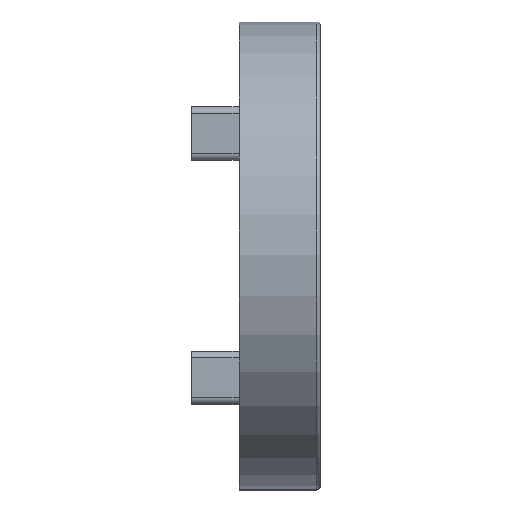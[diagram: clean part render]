
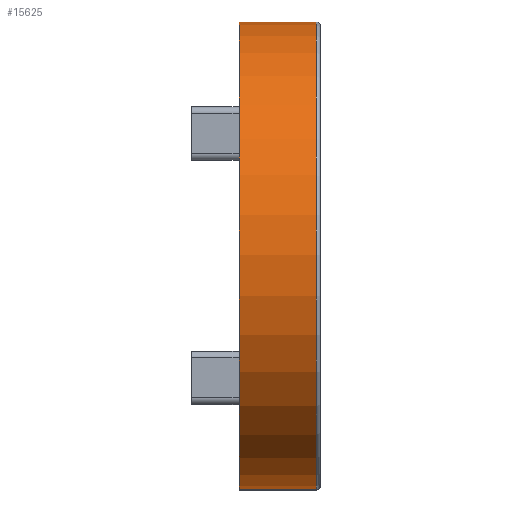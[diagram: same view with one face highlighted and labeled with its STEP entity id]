
A CAD part, top view. The second image highlights one B-rep face of the part: STEP entity #15625.
In plain terms, the highlighted cylindrical face has radius 17.25 mm (diameter 34.5 mm), a partial arc.
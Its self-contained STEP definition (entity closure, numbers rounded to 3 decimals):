
#1104 = CARTESIAN_POINT ( 'NONE',  ( 6., 17.25, 20.25 ) ) ;
#1380 = VERTEX_POINT ( 'NONE', #13100 ) ;
#1467 = VECTOR ( 'NONE', #12534, 1000. ) ;
#1503 = FACE_OUTER_BOUND ( 'NONE', #9828, .T. ) ;
#1799 = AXIS2_PLACEMENT_3D ( 'NONE', #14626, #19453, #9351 ) ;
#1810 = CARTESIAN_POINT ( 'NONE',  ( 5.7, 0., 20.25 ) ) ;
#2706 = DIRECTION ( 'NONE',  ( -1., 0., 0. ) ) ;
#3113 = VECTOR ( 'NONE', #2706, 1000. ) ;
#3155 = DIRECTION ( 'NONE',  ( 0., 0., -1. ) ) ;
#3504 = LINE ( 'NONE', #1104, #1467 ) ;
#5550 = ORIENTED_EDGE ( 'NONE', *, *, #17618, .T. ) ;
#5836 = VERTEX_POINT ( 'NONE', #9188 ) ;
#6458 = EDGE_CURVE ( 'NONE', #16727, #14565, #3504, .T. ) ;
#7979 = CARTESIAN_POINT ( 'NONE',  ( 6., 0., 20.25 ) ) ;
#8338 = CARTESIAN_POINT ( 'NONE',  ( 5.7, 17.25, 20.25 ) ) ;
#8739 = ORIENTED_EDGE ( 'NONE', *, *, #6458, .T. ) ;
#9188 = CARTESIAN_POINT ( 'NONE',  ( 5.7, -17.25, 20.25 ) ) ;
#9351 = DIRECTION ( 'NONE',  ( 0., 0., -1. ) ) ;
#9481 = CIRCLE ( 'NONE', #14684, 17.25 ) ;
#9828 = EDGE_LOOP ( 'NONE', ( #13966, #16055, #8739, #5550 ) ) ;
#9993 = AXIS2_PLACEMENT_3D ( 'NONE', #7979, #19177, #19378 ) ;
#11735 = CYLINDRICAL_SURFACE ( 'NONE', #9993, 17.25 ) ;
#12325 = EDGE_CURVE ( 'NONE', #5836, #1380, #20971, .T. ) ;
#12534 = DIRECTION ( 'NONE',  ( -1., 0., 0. ) ) ;
#13100 = CARTESIAN_POINT ( 'NONE',  ( 0., -17.25, 20.25 ) ) ;
#13172 = DIRECTION ( 'NONE',  ( -1., 0., 0. ) ) ;
#13966 = ORIENTED_EDGE ( 'NONE', *, *, #12325, .F. ) ;
#14166 = CIRCLE ( 'NONE', #1799, 17.25 ) ;
#14565 = VERTEX_POINT ( 'NONE', #20141 ) ;
#14626 = CARTESIAN_POINT ( 'NONE',  ( 0., 0., 20.25 ) ) ;
#14684 = AXIS2_PLACEMENT_3D ( 'NONE', #1810, #13172, #3155 ) ;
#15625 = ADVANCED_FACE ( 'NONE', ( #1503 ), #11735, .T. ) ;
#16055 = ORIENTED_EDGE ( 'NONE', *, *, #20912, .T. ) ;
#16727 = VERTEX_POINT ( 'NONE', #8338 ) ;
#17618 = EDGE_CURVE ( 'NONE', #14565, #1380, #14166, .T. ) ;
#19177 = DIRECTION ( 'NONE',  ( -1., 0., 0. ) ) ;
#19378 = DIRECTION ( 'NONE',  ( 0., 0., 1. ) ) ;
#19453 = DIRECTION ( 'NONE',  ( 1., 0., 0. ) ) ;
#20141 = CARTESIAN_POINT ( 'NONE',  ( 0., 17.25, 20.25 ) ) ;
#20665 = CARTESIAN_POINT ( 'NONE',  ( 6., -17.25, 20.25 ) ) ;
#20912 = EDGE_CURVE ( 'NONE', #5836, #16727, #9481, .T. ) ;
#20971 = LINE ( 'NONE', #20665, #3113 ) ;
